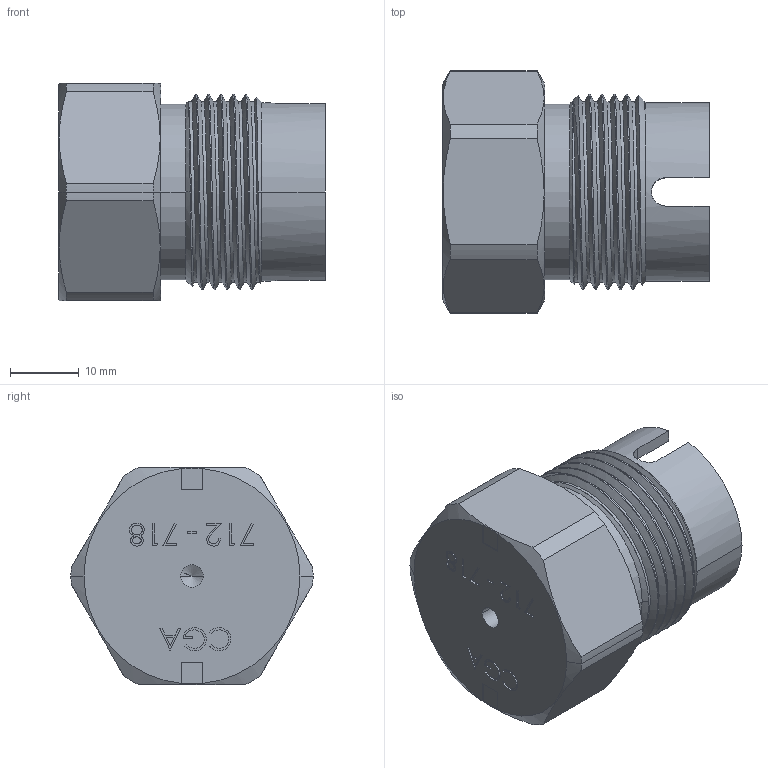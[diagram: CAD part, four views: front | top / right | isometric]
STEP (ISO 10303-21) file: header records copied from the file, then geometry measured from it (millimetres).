
FILE_DESCRIPTION (( 'STEP AP203' ), '1' );
FILE_NAME ('AD-71SS-BL.STEP', '2025-08-08T15:18:39', ( '' ), ( '' ), 'SwSTEP 2.0', 'SolidWorks 2018', '' );
FILE_SCHEMA (( 'CONFIG_CONTROL_DESIGN' ));
Length unit declared in the file: inch
Products named in the file (1): AD-71SS-BL
Bounding box: 38.86 x 35.31 x 31.75 mm (x, y, z)
Volume: 20486.1 mm3; surface area: 7044.2 mm2
Topology: 1 solids, 1 shells, 190 faces, 500 edges, 326 vertices
Faces by surface type: plane 91, bspline 44, cylinder 39, cone 16
Entity records: 10816 total; most frequent: CARTESIAN_POINT 6431, ORIENTED_EDGE 992, DIRECTION 718, EDGE_CURVE 496, VERTEX_POINT 326, LINE 288, VECTOR 288, AXIS2_PLACEMENT_3D 215
